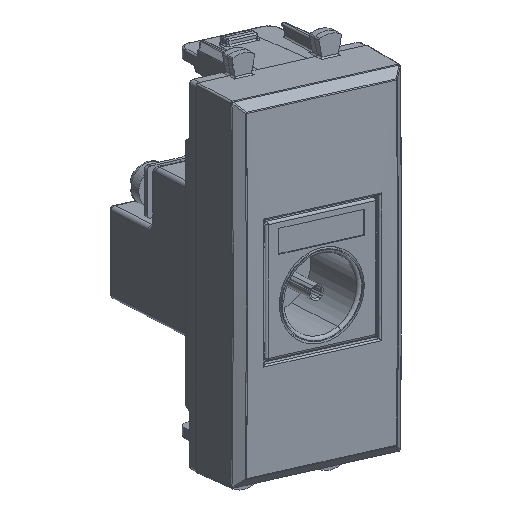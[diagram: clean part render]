
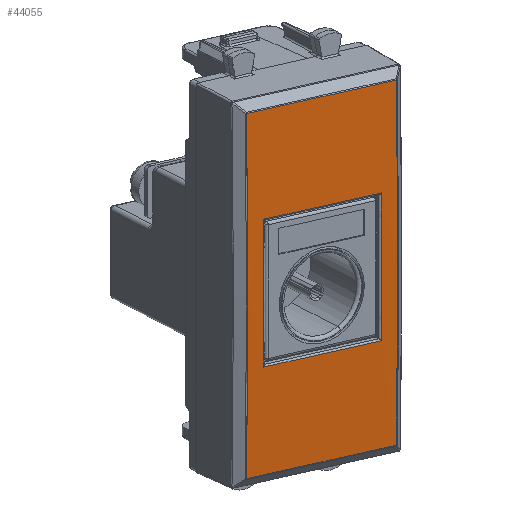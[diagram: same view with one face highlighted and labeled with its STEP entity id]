
A CAD part, top view. The second image highlights one B-rep face of the part: STEP entity #44055.
In plain terms, the highlighted cylindrical face has radius 825.133 mm (diameter 1650.27 mm), a partial arc.
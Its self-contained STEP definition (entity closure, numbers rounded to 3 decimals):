
#43768=CARTESIAN_POINT('Control Point',(8.508,7.606,9.231)) ;
#43769=CARTESIAN_POINT('Control Point',(6.14,7.606,9.256)) ;
#43770=CARTESIAN_POINT('Control Point',(3.773,7.606,9.271)) ;
#43771=CARTESIAN_POINT('Control Point',(1.405,7.606,9.279)) ;
#43772=CARTESIAN_POINT('Control Point',(-1.998,7.606,9.277)) ;
#43773=CARTESIAN_POINT('Control Point',(-5.401,7.606,9.258)) ;
#43774=CARTESIAN_POINT('Control Point',(-6.437,7.606,9.251)) ;
#43775=CARTESIAN_POINT('Control Point',(-7.472,7.606,9.242)) ;
#43776=CARTESIAN_POINT('Control Point',(-8.508,7.606,9.231)) ;
#43777=CARTESIAN_POINT('Vertex',(-8.508,7.606,9.231)) ;
#43779=CARTESIAN_POINT('Vertex',(8.508,7.606,9.231)) ;
#43817=CARTESIAN_POINT('Vertex',(8.508,-7.606,9.231)) ;
#43820=CARTESIAN_POINT('Line Origine',(8.508,0.,9.231)) ;
#43876=CARTESIAN_POINT('Vertex',(-8.508,-7.606,9.231)) ;
#43880=CARTESIAN_POINT('Control Point',(8.508,-7.606,9.231)) ;
#43881=CARTESIAN_POINT('Control Point',(5.105,-7.606,9.266)) ;
#43882=CARTESIAN_POINT('Control Point',(1.701,-7.606,9.284)) ;
#43883=CARTESIAN_POINT('Control Point',(-1.702,-7.606,9.284)) ;
#43884=CARTESIAN_POINT('Control Point',(-5.105,-7.606,9.266)) ;
#43885=CARTESIAN_POINT('Control Point',(-8.508,-7.606,9.231)) ;
#43899=CARTESIAN_POINT('Line Origine',(-8.508,0.,9.231)) ;
#44008=CARTESIAN_POINT('Axis2P3D Location',(0.,0.,-815.858)) ;
#44013=CARTESIAN_POINT('Line Origine',(-21.01,0.,9.007)) ;
#44017=CARTESIAN_POINT('Vertex',(-21.01,-9.713,9.007)) ;
#44019=CARTESIAN_POINT('Vertex',(-21.01,9.713,9.007)) ;
#44023=CARTESIAN_POINT('Control Point',(21.01,-9.713,9.007)) ;
#44024=CARTESIAN_POINT('Control Point',(7.007,-9.703,9.364)) ;
#44025=CARTESIAN_POINT('Control Point',(-7.006,-9.703,9.364)) ;
#44026=CARTESIAN_POINT('Control Point',(-21.01,-9.713,9.007)) ;
#44027=CARTESIAN_POINT('Vertex',(21.01,-9.713,9.007)) ;
#44030=CARTESIAN_POINT('Line Origine',(21.01,0.,9.007)) ;
#44034=CARTESIAN_POINT('Vertex',(21.01,9.713,9.007)) ;
#44038=CARTESIAN_POINT('Control Point',(21.01,9.713,9.007)) ;
#44039=CARTESIAN_POINT('Control Point',(7.006,9.703,9.364)) ;
#44040=CARTESIAN_POINT('Control Point',(-7.006,9.703,9.364)) ;
#44041=CARTESIAN_POINT('Control Point',(-21.01,9.713,9.007)) ;
#43821=DIRECTION('Vector Direction',(0.,-1.,0.)) ;
#43900=DIRECTION('Vector Direction',(0.,-1.,0.)) ;
#44009=DIRECTION('Axis2P3D Direction',(0.,1.,-0.)) ;
#44010=DIRECTION('Axis2P3D XDirection',(-0.027,0.,1.)) ;
#44014=DIRECTION('Vector Direction',(0.,1.,0.)) ;
#44031=DIRECTION('Vector Direction',(0.,1.,0.)) ;
#44011=AXIS2_PLACEMENT_3D('Cylinder Axis2P3D',#44008,#44009,#44010) ;
#44044=ORIENTED_EDGE('',*,*,#44021,.F.) ;
#44045=ORIENTED_EDGE('',*,*,#44029,.F.) ;
#44046=ORIENTED_EDGE('',*,*,#44036,.F.) ;
#44047=ORIENTED_EDGE('',*,*,#44042,.F.) ;
#44050=ORIENTED_EDGE('',*,*,#43824,.T.) ;
#44051=ORIENTED_EDGE('',*,*,#43886,.T.) ;
#44052=ORIENTED_EDGE('',*,*,#43903,.T.) ;
#44053=ORIENTED_EDGE('',*,*,#43781,.T.) ;
#44054=FACE_BOUND('',#44049,.T.) ;
#43822=VECTOR('Line Direction',#43821,1.) ;
#43901=VECTOR('Line Direction',#43900,1.) ;
#44015=VECTOR('Line Direction',#44014,1.) ;
#44032=VECTOR('Line Direction',#44031,1.) ;
#44055=ADVANCED_FACE('PartBody',(#44048,#44054),#44012,.T.) ;
#43767=B_SPLINE_CURVE_WITH_KNOTS('',5,(#43768,#43769,#43770,#43771,#43772,#43773,#43774,#43775,#43776),.UNSPECIFIED.,.F.,.U.,(6,3,6),(29.722,46.46,53.782),.UNSPECIFIED.) ;
#43879=B_SPLINE_CURVE_WITH_KNOTS('',5,(#43880,#43881,#43882,#43883,#43884,#43885),.UNSPECIFIED.,.F.,.U.,(6,6),(29.721,53.781),.UNSPECIFIED.) ;
#44022=B_SPLINE_CURVE_WITH_KNOTS('',3,(#44023,#44024,#44025,#44026),.UNSPECIFIED.,.F.,.U.,(4,4),(17.346,90.101),.UNSPECIFIED.) ;
#44037=B_SPLINE_CURVE_WITH_KNOTS('',3,(#44038,#44039,#44040,#44041),.UNSPECIFIED.,.F.,.U.,(4,4),(17.346,90.101),.UNSPECIFIED.) ;
#44012=CYLINDRICAL_SURFACE('generated cylinder',#44011,825.133) ;
#43781=EDGE_CURVE('',#43778,#43780,#43767,.F.) ;
#43824=EDGE_CURVE('',#43780,#43818,#43823,.T.) ;
#43886=EDGE_CURVE('',#43818,#43877,#43879,.T.) ;
#43903=EDGE_CURVE('',#43877,#43778,#43902,.F.) ;
#44021=EDGE_CURVE('',#44018,#44020,#44016,.T.) ;
#44029=EDGE_CURVE('',#44028,#44018,#44022,.T.) ;
#44036=EDGE_CURVE('',#44035,#44028,#44033,.F.) ;
#44042=EDGE_CURVE('',#44020,#44035,#44037,.F.) ;
#44043=EDGE_LOOP('',(#44044,#44045,#44046,#44047)) ;
#44049=EDGE_LOOP('',(#44050,#44051,#44052,#44053)) ;
#44048=FACE_OUTER_BOUND('',#44043,.T.) ;
#43823=LINE('Line',#43820,#43822) ;
#43902=LINE('Line',#43899,#43901) ;
#44016=LINE('Line',#44013,#44015) ;
#44033=LINE('Line',#44030,#44032) ;
#43778=VERTEX_POINT('',#43777) ;
#43780=VERTEX_POINT('',#43779) ;
#43818=VERTEX_POINT('',#43817) ;
#43877=VERTEX_POINT('',#43876) ;
#44018=VERTEX_POINT('',#44017) ;
#44020=VERTEX_POINT('',#44019) ;
#44028=VERTEX_POINT('',#44027) ;
#44035=VERTEX_POINT('',#44034) ;
